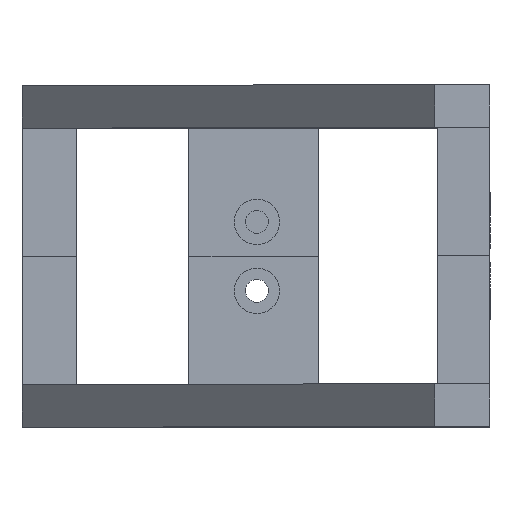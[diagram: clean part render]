
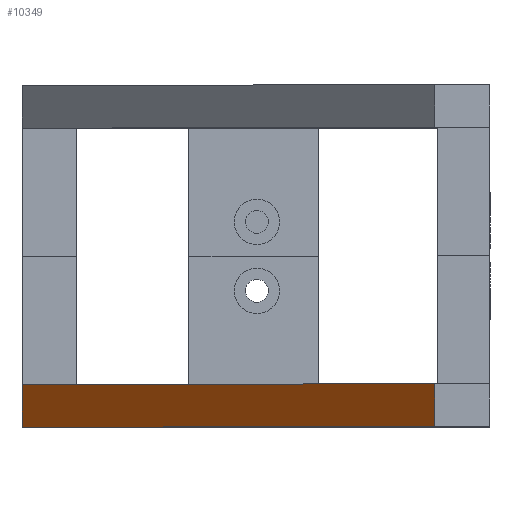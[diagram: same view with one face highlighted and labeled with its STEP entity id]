
A CAD part, top view. The second image highlights one B-rep face of the part: STEP entity #10349.
In plain terms, the highlighted planar face has unit normal (-0.743, 0, 0.669).
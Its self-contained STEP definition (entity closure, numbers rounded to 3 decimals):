
#9750 = PLANE('',#9751);
#9751 = AXIS2_PLACEMENT_3D('',#9752,#9753,#9754);
#9752 = CARTESIAN_POINT('',(-54.765,-40.,
    0.));
#9753 = DIRECTION('',(0.,-1.,0.));
#9754 = DIRECTION('',(0.,0.,-1.));
#9803 = VERTEX_POINT('',#9804);
#9804 = CARTESIAN_POINT('',(-6.483,-40.,
    59.044));
#9818 = PLANE('',#9819);
#9819 = AXIS2_PLACEMENT_3D('',#9820,#9821,#9822);
#9820 = CARTESIAN_POINT('',(0.,-40.,
    59.044));
#9821 = DIRECTION('',(0.,0.,-1.));
#9822 = DIRECTION('',(1.,0.,0.));
#9830 = EDGE_CURVE('',#9803,#9831,#9833,.T.);
#9831 = VERTEX_POINT('',#9832);
#9832 = CARTESIAN_POINT('',(-54.765,-40.,
    5.436));
#9833 = SURFACE_CURVE('',#9834,(#9838,#9845),.PCURVE_S1.);
#9834 = LINE('',#9835,#9836);
#9835 = CARTESIAN_POINT('',(-6.483,-40.,
    59.044));
#9836 = VECTOR('',#9837,1.);
#9837 = DIRECTION('',(-0.669,0.,
    -0.743));
#9838 = PCURVE('',#9750,#9839);
#9839 = DEFINITIONAL_REPRESENTATION('',(#9840),#9844);
#9840 = LINE('',#9841,#9842);
#9841 = CARTESIAN_POINT('',(-59.044,48.281));
#9842 = VECTOR('',#9843,1.);
#9843 = DIRECTION('',(0.743,-0.669));
#9844 = ( GEOMETRIC_REPRESENTATION_CONTEXT(2) 
PARAMETRIC_REPRESENTATION_CONTEXT() REPRESENTATION_CONTEXT('2D SPACE',''
  ) );
#9845 = PCURVE('',#9846,#9851);
#9846 = PLANE('',#9847);
#9847 = AXIS2_PLACEMENT_3D('',#9848,#9849,#9850);
#9848 = CARTESIAN_POINT('',(-6.483,-40.,
    59.044));
#9849 = DIRECTION('',(0.743,0.,-0.669
    ));
#9850 = DIRECTION('',(0.669,0.,0.743)
  );
#9851 = DEFINITIONAL_REPRESENTATION('',(#9852),#9856);
#9852 = LINE('',#9853,#9854);
#9853 = CARTESIAN_POINT('',(0.,0.));
#9854 = VECTOR('',#9855,1.);
#9855 = DIRECTION('',(-1.,0.));
#9856 = ( GEOMETRIC_REPRESENTATION_CONTEXT(2) 
PARAMETRIC_REPRESENTATION_CONTEXT() REPRESENTATION_CONTEXT('2D SPACE',''
  ) );
#9872 = PLANE('',#9873);
#9873 = AXIS2_PLACEMENT_3D('',#9874,#9875,#9876);
#9874 = CARTESIAN_POINT('',(-54.765,-40.,
    5.436));
#9875 = DIRECTION('',(1.,0.,0.));
#9876 = DIRECTION('',(0.,0.,1.));
#10301 = VERTEX_POINT('',#10302);
#10302 = CARTESIAN_POINT('',(-6.483,-35.,
    59.044));
#10316 = PLANE('',#10317);
#10317 = AXIS2_PLACEMENT_3D('',#10318,#10319,#10320);
#10318 = CARTESIAN_POINT('',(-54.765,-35.,
    0.));
#10319 = DIRECTION('',(0.,-1.,0.));
#10320 = DIRECTION('',(0.,0.,-1.));
#10328 = EDGE_CURVE('',#9803,#10301,#10329,.T.);
#10329 = SURFACE_CURVE('',#10330,(#10334,#10341),.PCURVE_S1.);
#10330 = LINE('',#10331,#10332);
#10331 = CARTESIAN_POINT('',(-6.483,-40.,
    59.044));
#10332 = VECTOR('',#10333,1.);
#10333 = DIRECTION('',(0.,1.,0.));
#10334 = PCURVE('',#9818,#10335);
#10335 = DEFINITIONAL_REPRESENTATION('',(#10336),#10340);
#10336 = LINE('',#10337,#10338);
#10337 = CARTESIAN_POINT('',(-6.483,0.));
#10338 = VECTOR('',#10339,1.);
#10339 = DIRECTION('',(0.,-1.));
#10340 = ( GEOMETRIC_REPRESENTATION_CONTEXT(2) 
PARAMETRIC_REPRESENTATION_CONTEXT() REPRESENTATION_CONTEXT('2D SPACE',''
  ) );
#10341 = PCURVE('',#9846,#10342);
#10342 = DEFINITIONAL_REPRESENTATION('',(#10343),#10347);
#10343 = LINE('',#10344,#10345);
#10344 = CARTESIAN_POINT('',(0.,-0.));
#10345 = VECTOR('',#10346,1.);
#10346 = DIRECTION('',(0.,-1.));
#10347 = ( GEOMETRIC_REPRESENTATION_CONTEXT(2) 
PARAMETRIC_REPRESENTATION_CONTEXT() REPRESENTATION_CONTEXT('2D SPACE',''
  ) );
#10349 = ADVANCED_FACE('',(#10350),#9846,.F.);
#10350 = FACE_BOUND('',#10351,.T.);
#10351 = EDGE_LOOP('',(#10352,#10353,#10376,#10397));
#10352 = ORIENTED_EDGE('',*,*,#10328,.T.);
#10353 = ORIENTED_EDGE('',*,*,#10354,.T.);
#10354 = EDGE_CURVE('',#10301,#10355,#10357,.T.);
#10355 = VERTEX_POINT('',#10356);
#10356 = CARTESIAN_POINT('',(-54.765,-35.,
    5.436));
#10357 = SURFACE_CURVE('',#10358,(#10362,#10369),.PCURVE_S1.);
#10358 = LINE('',#10359,#10360);
#10359 = CARTESIAN_POINT('',(-6.483,-35.,
    59.044));
#10360 = VECTOR('',#10361,1.);
#10361 = DIRECTION('',(-0.669,0.,
    -0.743));
#10362 = PCURVE('',#9846,#10363);
#10363 = DEFINITIONAL_REPRESENTATION('',(#10364),#10368);
#10364 = LINE('',#10365,#10366);
#10365 = CARTESIAN_POINT('',(0.,-5.));
#10366 = VECTOR('',#10367,1.);
#10367 = DIRECTION('',(-1.,0.));
#10368 = ( GEOMETRIC_REPRESENTATION_CONTEXT(2) 
PARAMETRIC_REPRESENTATION_CONTEXT() REPRESENTATION_CONTEXT('2D SPACE',''
  ) );
#10369 = PCURVE('',#10316,#10370);
#10370 = DEFINITIONAL_REPRESENTATION('',(#10371),#10375);
#10371 = LINE('',#10372,#10373);
#10372 = CARTESIAN_POINT('',(-59.044,48.281));
#10373 = VECTOR('',#10374,1.);
#10374 = DIRECTION('',(0.743,-0.669));
#10375 = ( GEOMETRIC_REPRESENTATION_CONTEXT(2) 
PARAMETRIC_REPRESENTATION_CONTEXT() REPRESENTATION_CONTEXT('2D SPACE',''
  ) );
#10376 = ORIENTED_EDGE('',*,*,#10377,.F.);
#10377 = EDGE_CURVE('',#9831,#10355,#10378,.T.);
#10378 = SURFACE_CURVE('',#10379,(#10383,#10390),.PCURVE_S1.);
#10379 = LINE('',#10380,#10381);
#10380 = CARTESIAN_POINT('',(-54.765,-40.,
    5.436));
#10381 = VECTOR('',#10382,1.);
#10382 = DIRECTION('',(0.,1.,0.));
#10383 = PCURVE('',#9846,#10384);
#10384 = DEFINITIONAL_REPRESENTATION('',(#10385),#10389);
#10385 = LINE('',#10386,#10387);
#10386 = CARTESIAN_POINT('',(-72.145,0.));
#10387 = VECTOR('',#10388,1.);
#10388 = DIRECTION('',(0.,-1.));
#10389 = ( GEOMETRIC_REPRESENTATION_CONTEXT(2) 
PARAMETRIC_REPRESENTATION_CONTEXT() REPRESENTATION_CONTEXT('2D SPACE',''
  ) );
#10390 = PCURVE('',#9872,#10391);
#10391 = DEFINITIONAL_REPRESENTATION('',(#10392),#10396);
#10392 = LINE('',#10393,#10394);
#10393 = CARTESIAN_POINT('',(0.,-0.));
#10394 = VECTOR('',#10395,1.);
#10395 = DIRECTION('',(0.,-1.));
#10396 = ( GEOMETRIC_REPRESENTATION_CONTEXT(2) 
PARAMETRIC_REPRESENTATION_CONTEXT() REPRESENTATION_CONTEXT('2D SPACE',''
  ) );
#10397 = ORIENTED_EDGE('',*,*,#9830,.F.);
